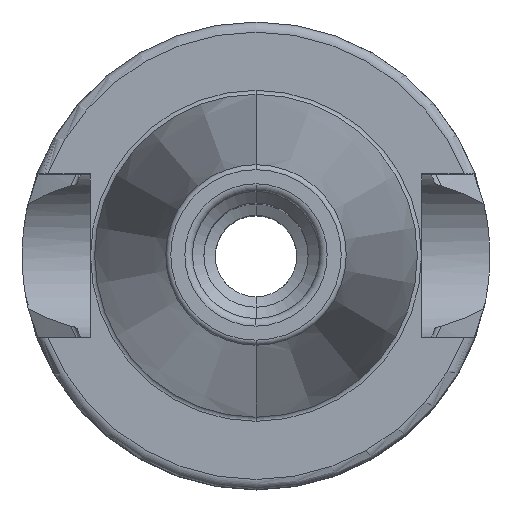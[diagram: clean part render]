
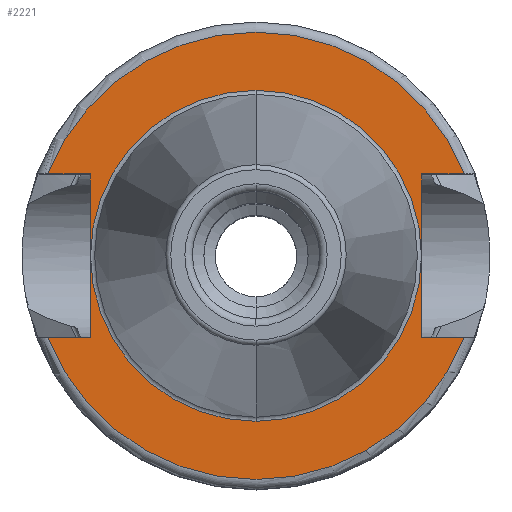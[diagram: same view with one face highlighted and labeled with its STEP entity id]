
A CAD part, top view. The second image highlights one B-rep face of the part: STEP entity #2221.
In plain terms, the highlighted planar face has unit normal (0, 0, 1).
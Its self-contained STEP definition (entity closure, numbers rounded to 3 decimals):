
#671=DIRECTION('',(1,0,0));
#672=VECTOR('',#671,4.174);
#673=CARTESIAN_POINT('',(-20.474,-8.05,20));
#674=LINE('',#673,#672);
#675=DIRECTION('',(0,1,0));
#676=VECTOR('',#675,16.1);
#677=CARTESIAN_POINT('',(-16.3,-8.05,20));
#678=LINE('',#677,#676);
#679=DIRECTION('',(1,0,0));
#680=VECTOR('',#679,4.174);
#681=CARTESIAN_POINT('',(-20.474,8.05,20));
#682=LINE('',#681,#680);
#683=DIRECTION('',(-1,0,0));
#684=VECTOR('',#683,4.174);
#685=CARTESIAN_POINT('',(20.474,8.05,20));
#686=LINE('',#685,#684);
#687=DIRECTION('',(0,-1,0));
#688=VECTOR('',#687,16.1);
#689=CARTESIAN_POINT('',(16.3,8.05,20));
#690=LINE('',#689,#688);
#691=DIRECTION('',(-1,0,0));
#692=VECTOR('',#691,4.174);
#693=CARTESIAN_POINT('',(20.474,-8.05,20));
#694=LINE('',#693,#692);
#705=CARTESIAN_POINT('',(0,0,20));
#706=DIRECTION('',(0,0,1));
#707=DIRECTION('',(0,1,0));
#708=AXIS2_PLACEMENT_3D('',#705,#706,#707);
#710=CARTESIAN_POINT('',(0,0,20));
#711=DIRECTION('',(0,0,-1));
#712=DIRECTION('',(0,1,0));
#713=AXIS2_PLACEMENT_3D('',#710,#711,#712);
#950=CARTESIAN_POINT('',(0,0,20));
#951=DIRECTION('',(0,0,1));
#952=DIRECTION('',(-0.931,-0.366,0));
#953=AXIS2_PLACEMENT_3D('',#950,#951,#952);
#967=CARTESIAN_POINT('',(0,0,20));
#968=DIRECTION('',(0,0,1));
#969=DIRECTION('',(0.931,0.366,0));
#970=AXIS2_PLACEMENT_3D('',#967,#968,#969);
#1341=CARTESIAN_POINT('',(-20.474,-8.05,20));
#1342=CARTESIAN_POINT('',(-16.3,-8.05,20));
#1343=VERTEX_POINT('',#1341);
#1344=VERTEX_POINT('',#1342);
#1345=CARTESIAN_POINT('',(-16.3,8.05,20));
#1346=VERTEX_POINT('',#1345);
#1347=CARTESIAN_POINT('',(-20.474,8.05,20));
#1348=VERTEX_POINT('',#1347);
#1349=CARTESIAN_POINT('',(16.3,8.05,20));
#1350=CARTESIAN_POINT('',(16.3,-8.05,20));
#1351=VERTEX_POINT('',#1349);
#1352=VERTEX_POINT('',#1350);
#1353=CARTESIAN_POINT('',(20.474,-8.05,20));
#1354=VERTEX_POINT('',#1353);
#1355=CARTESIAN_POINT('',(20.474,8.05,20));
#1356=VERTEX_POINT('',#1355);
#1399=CARTESIAN_POINT('',(0,16.275,20));
#1401=VERTEX_POINT('',#1399);
#1405=CARTESIAN_POINT('',(0,-16.275,20));
#1407=VERTEX_POINT('',#1405);
#2198=CARTESIAN_POINT('',(0,0,20));
#2199=DIRECTION('',(0,0,-1));
#2200=DIRECTION('',(0,-1,0));
#2201=AXIS2_PLACEMENT_3D('',#2198,#2199,#2200);
#2202=PLANE('',#2201);
#2203=ORIENTED_EDGE('',*,*,#2189,.T.);
#2204=ORIENTED_EDGE('',*,*,#2014,.T.);
#2205=ORIENTED_EDGE('',*,*,#2033,.F.);
#2207=ORIENTED_EDGE('',*,*,#2206,.F.);
#2208=ORIENTED_EDGE('',*,*,#2114,.T.);
#2209=ORIENTED_EDGE('',*,*,#2132,.T.);
#2210=ORIENTED_EDGE('',*,*,#2149,.F.);
#2212=ORIENTED_EDGE('',*,*,#2211,.F.);
#2213=EDGE_LOOP('',(#2203,#2204,#2205,#2207,#2208,#2209,#2210,#2212));
#2214=FACE_OUTER_BOUND('',#2213,.F.);
#2216=ORIENTED_EDGE('',*,*,#2215,.T.);
#2218=ORIENTED_EDGE('',*,*,#2217,.F.);
#2219=EDGE_LOOP('',(#2216,#2218));
#2220=FACE_BOUND('',#2219,.F.);
#2221=ADVANCED_FACE('',(#2214,#2220),#2202,.F.);
#709=CIRCLE('',#708,16.275);
#714=CIRCLE('',#713,16.275);
#954=CIRCLE('',#953,22);
#971=CIRCLE('',#970,22);
#2014=EDGE_CURVE('',#1344,#1346,#678,.T.);
#2033=EDGE_CURVE('',#1348,#1346,#682,.T.);
#2114=EDGE_CURVE('',#1356,#1351,#686,.T.);
#2132=EDGE_CURVE('',#1351,#1352,#690,.T.);
#2149=EDGE_CURVE('',#1354,#1352,#694,.T.);
#2189=EDGE_CURVE('',#1343,#1344,#674,.T.);
#2206=EDGE_CURVE('',#1356,#1348,#971,.T.);
#2211=EDGE_CURVE('',#1343,#1354,#954,.T.);
#2215=EDGE_CURVE('',#1401,#1407,#709,.T.);
#2217=EDGE_CURVE('',#1401,#1407,#714,.T.);
